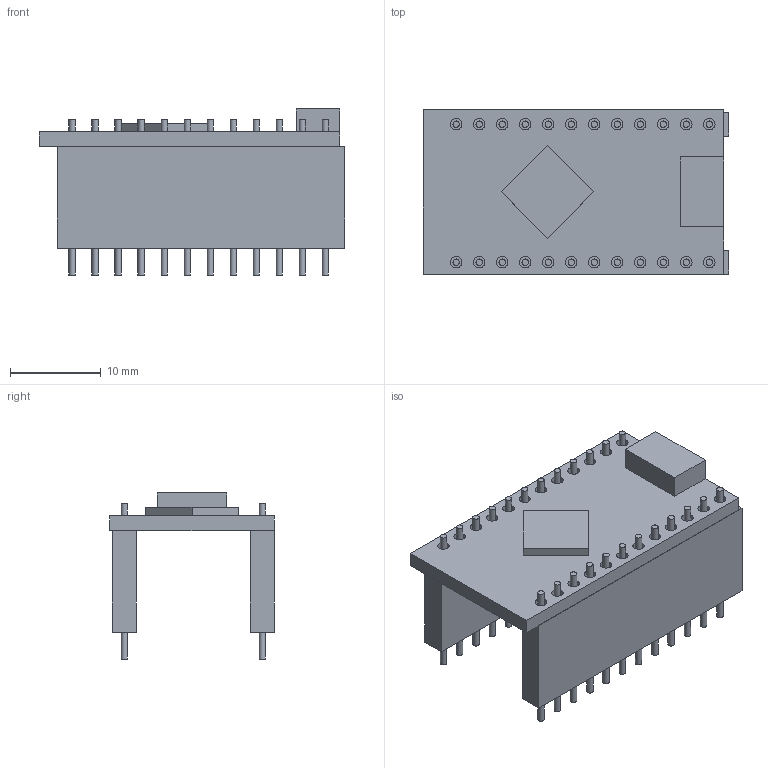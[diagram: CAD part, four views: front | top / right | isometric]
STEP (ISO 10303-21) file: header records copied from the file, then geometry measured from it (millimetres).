
FILE_DESCRIPTION(/* description */ (''),/* implementation_level */ '2;1');
FILE_NAME(/* name */ 'Not the Sound.stp',/* time_stamp */ '2019-05-30T14:32:34-04:00',/* author */ ('Student'),/* organization */ (''),/* preprocessor_version */ 'ST-DEVELOPER v17',/* originating_system */ 'Autodesk Inventor 2019',/* authorisation */ '');
FILE_SCHEMA (('AUTOMOTIVE_DESIGN { 1 0 10303 214 3 1 1 }'));
Length unit declared in the file: inch
Products named in the file (3): Not the Sound; Board Thing; Toes
Assembly tree (3 placements, depth 2):
  Not the Sound
    Board Thing
    Toes  x2
Bounding box: 33.69 x 18.16 x 18.34 mm (x, y, z)
Volume: 3000.3 mm3; surface area: 3749.1 mm2
Topology: 3 solids, 3 shells, 147 faces, 276 edges, 184 vertices
Faces by surface type: plane 75, cylinder 72
Full cylindrical faces by diameter (mm): 0.711 x48, 1.27 x24
Entity records: 2718 total; most frequent: DIRECTION 486, CARTESIAN_POINT 419, ORIENTED_EDGE 384, AXIS2_PLACEMENT_3D 195, EDGE_CURVE 192, EDGE_LOOP 166, VERTEX_POINT 128, CIRCLE 96
